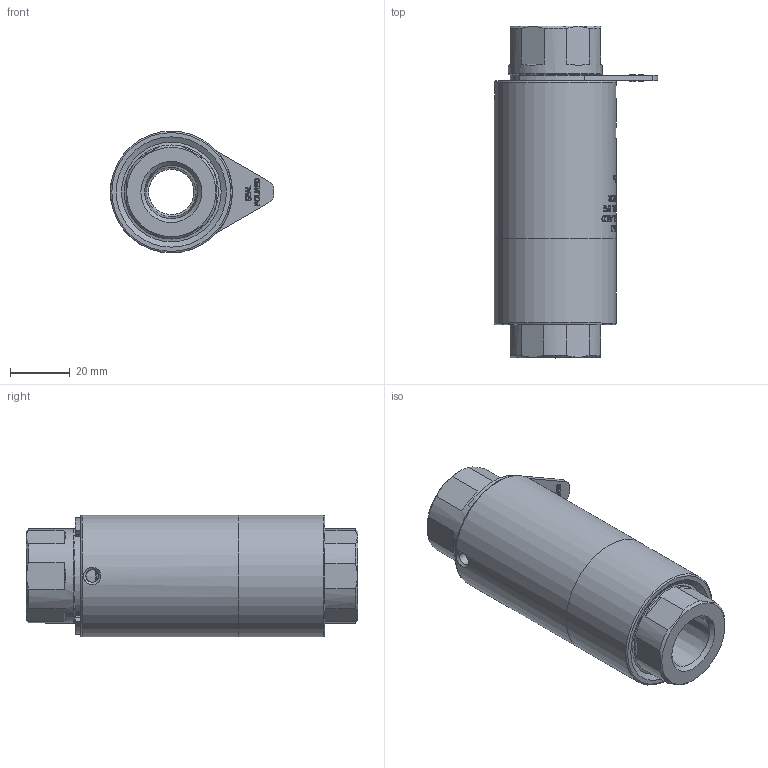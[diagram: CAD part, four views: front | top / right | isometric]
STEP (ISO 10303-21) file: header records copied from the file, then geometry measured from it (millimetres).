
FILE_DESCRIPTION(/* description */ (''),/* implementation_level */ '2;1');
FILE_NAME(/* name */ 'KIL_EZ1.stp',/* time_stamp */ '2022-12-13T09:01:30-06:00',/* author */ ('nsantoro'),/* organization */ (''),/* preprocessor_version */ 'ST-DEVELOPER v18',/* originating_system */ 'Autodesk Inventor 2020',/* authorisation */ '');
FILE_SCHEMA (('AUTOMOTIVE_DESIGN { 1 0 10303 214 3 1 1 }'));
Products named in the file (1): 51991-1_Shrinkwrap_1
Bounding box: 54.43 x 110.62 x 40.64 mm (x, y, z)
Volume: 75232 mm3; surface area: 38395 mm2
Topology: 5 solids, 5 shells, 1271 faces, 3472 edges, 2325 vertices
Faces by surface type: plane 688, bspline 425, cylinder 114, cone 27, torus 17
Full cylindrical faces by diameter (mm): 4.166 x3, 15.113 x2, 25.4 x3, 27.076 x1, 28.605 x1, 30.099 x1, 30.114 x1, 30.129 x2, 31.349 x1, 31.399 x2, 32.669 x2, 32.715 x3, 33.198 x1, 33.731 x2, 34.722 x1, 34.768 x1, 40.64 x2
Entity records: 49819 total; most frequent: CARTESIAN_POINT 18483, ORIENTED_EDGE 6944, DIRECTION 5002, EDGE_CURVE 3472, VERTEX_POINT 2325, LINE 1876, VECTOR 1876, AXIS2_PLACEMENT_3D 1563
